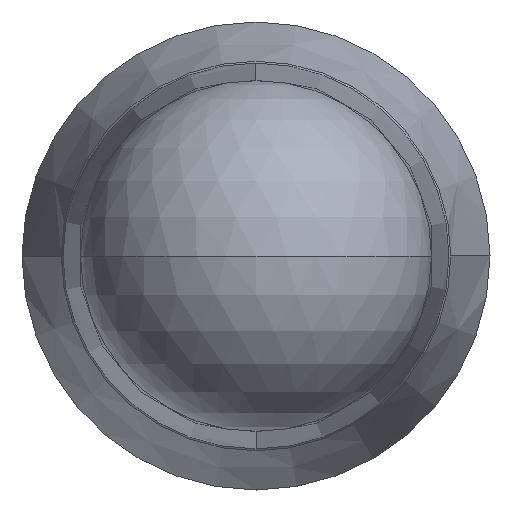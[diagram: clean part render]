
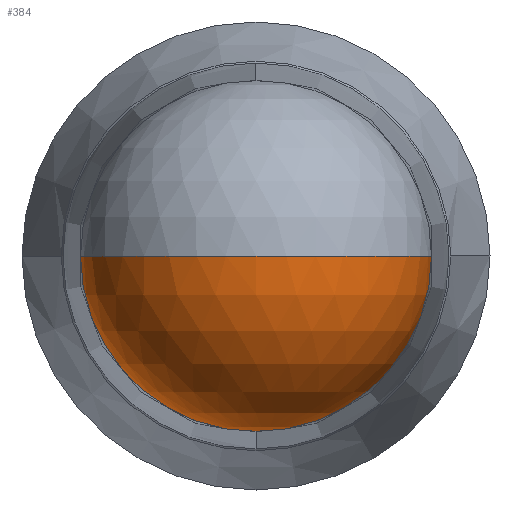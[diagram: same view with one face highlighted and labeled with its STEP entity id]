
A CAD part, front view. The second image highlights one B-rep face of the part: STEP entity #384.
In plain terms, the highlighted spherical face has radius 2.382 mm.
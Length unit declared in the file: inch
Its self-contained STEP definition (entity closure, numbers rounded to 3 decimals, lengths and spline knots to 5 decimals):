
#6 = DIRECTION ( 'NONE',  ( 0., 0., -1. ) ) ;
#8 = VERTEX_POINT ( 'NONE', #312 ) ;
#23 = DIRECTION ( 'NONE',  ( 0., -1., 0. ) ) ;
#30 = DIRECTION ( 'NONE',  ( 0., 0., -1. ) ) ;
#39 = DIRECTION ( 'NONE',  ( 0., -1., 0. ) ) ;
#46 = CIRCLE ( 'NONE', #502, 0.09376 ) ;
#66 = DIRECTION ( 'NONE',  ( 0., 0., -1. ) ) ;
#81 = CARTESIAN_POINT ( 'NONE',  ( 0., 0., 0. ) ) ;
#83 = CIRCLE ( 'NONE', #456, 0.09376 ) ;
#84 = VERTEX_POINT ( 'NONE', #134 ) ;
#111 = EDGE_CURVE ( 'NONE', #127, #84, #175, .T. ) ;
#127 = VERTEX_POINT ( 'NONE', #212 ) ;
#134 = CARTESIAN_POINT ( 'NONE',  ( 0.09375, 0.09213, 0. ) ) ;
#156 = ORIENTED_EDGE ( 'NONE', *, *, #418, .T. ) ;
#175 = CIRCLE ( 'NONE', #257, 0.09375 ) ;
#187 = DIRECTION ( 'NONE',  ( 0., 0., -1. ) ) ;
#192 = ORIENTED_EDGE ( 'NONE', *, *, #111, .T. ) ;
#199 = SPHERICAL_SURFACE ( 'NONE', #326, 0.09376 ) ;
#212 = CARTESIAN_POINT ( 'NONE',  ( 0., 0.09213, -0.09375 ) ) ;
#216 = EDGE_CURVE ( 'NONE', #8, #127, #227, .T. ) ;
#227 = CIRCLE ( 'NONE', #454, 0.09375 ) ;
#242 = VERTEX_POINT ( 'NONE', #81 ) ;
#247 = ORIENTED_EDGE ( 'NONE', *, *, #369, .F. ) ;
#257 = AXIS2_PLACEMENT_3D ( 'NONE', #395, #23, #187 ) ;
#261 = CARTESIAN_POINT ( 'NONE',  ( 0., 0.09376, 0. ) ) ;
#285 = CARTESIAN_POINT ( 'NONE',  ( 0., 0.09376, 0. ) ) ;
#302 = CARTESIAN_POINT ( 'NONE',  ( 0., 0.09213, 0. ) ) ;
#306 = DIRECTION ( 'NONE',  ( 1., 0., 0. ) ) ;
#312 = CARTESIAN_POINT ( 'NONE',  ( -0.09375, 0.09213, 0. ) ) ;
#326 = AXIS2_PLACEMENT_3D ( 'NONE', #330, #66, #519 ) ;
#330 = CARTESIAN_POINT ( 'NONE',  ( 0., 0.09376, 0. ) ) ;
#360 = EDGE_LOOP ( 'NONE', ( #435, #192, #156, #247 ) ) ;
#369 = EDGE_CURVE ( 'NONE', #8, #242, #83, .T. ) ;
#384 = ADVANCED_FACE ( 'NONE', ( #463 ), #199, .T. ) ;
#395 = CARTESIAN_POINT ( 'NONE',  ( 0., 0.09213, 0. ) ) ;
#401 = DIRECTION ( 'NONE',  ( -1., 0., 0. ) ) ;
#418 = EDGE_CURVE ( 'NONE', #84, #242, #46, .T. ) ;
#423 = DIRECTION ( 'NONE',  ( 0., 0., 1. ) ) ;
#435 = ORIENTED_EDGE ( 'NONE', *, *, #216, .T. ) ;
#454 = AXIS2_PLACEMENT_3D ( 'NONE', #302, #39, #6 ) ;
#456 = AXIS2_PLACEMENT_3D ( 'NONE', #261, #423, #306 ) ;
#463 = FACE_OUTER_BOUND ( 'NONE', #360, .T. ) ;
#502 = AXIS2_PLACEMENT_3D ( 'NONE', #285, #30, #401 ) ;
#519 = DIRECTION ( 'NONE',  ( -1., 0., 0. ) ) ;
